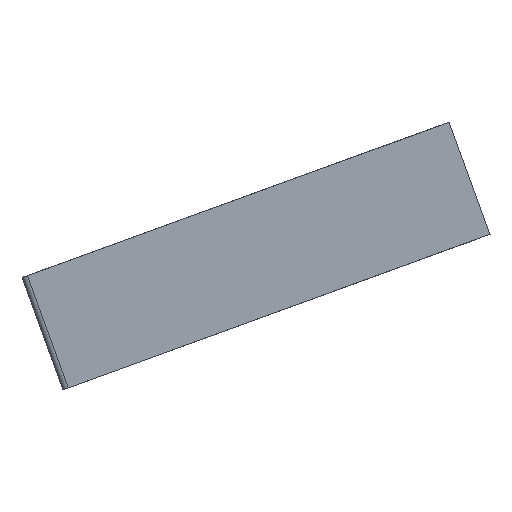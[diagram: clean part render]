
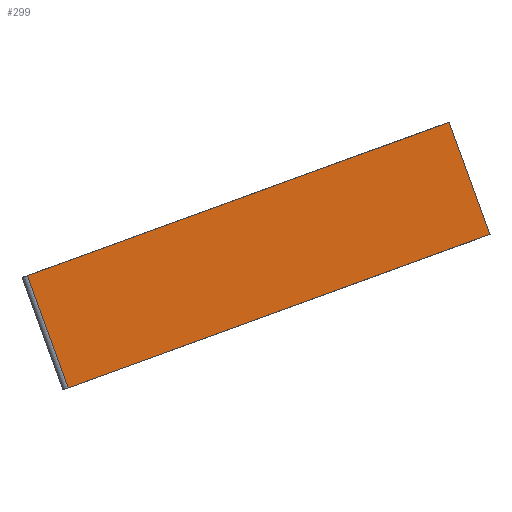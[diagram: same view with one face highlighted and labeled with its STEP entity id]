
A CAD part, left-side view. The second image highlights one B-rep face of the part: STEP entity #299.
In plain terms, the highlighted planar face has unit normal (-1, 0, 0).
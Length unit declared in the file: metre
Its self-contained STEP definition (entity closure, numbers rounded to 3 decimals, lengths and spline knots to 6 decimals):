
#50=ORIENTED_EDGE('',*,*,#123,.T.);
#51=ORIENTED_EDGE('',*,*,#124,.T.);
#52=ORIENTED_EDGE('',*,*,#125,.F.);
#53=ORIENTED_EDGE('',*,*,#122,.F.);
#122=EDGE_CURVE('',#157,#156,#188,.T.);
#123=EDGE_CURVE('',#157,#158,#189,.T.);
#124=EDGE_CURVE('',#158,#159,#190,.T.);
#125=EDGE_CURVE('',#156,#159,#191,.T.);
#156=VERTEX_POINT('',#468);
#157=VERTEX_POINT('',#470);
#158=VERTEX_POINT('',#474);
#159=VERTEX_POINT('',#476);
#188=LINE('',#471,#214);
#189=LINE('',#473,#215);
#190=LINE('',#475,#216);
#191=LINE('',#477,#217);
#214=VECTOR('',#379,1.);
#215=VECTOR('',#382,1.);
#216=VECTOR('',#383,1.);
#217=VECTOR('',#384,1.);
#229=EDGE_LOOP('',(#50,#51,#52,#53));
#259=FACE_BOUND('',#229,.T.);
#289=PLANE('',#328);
#299=ADVANCED_FACE('',(#259),#289,.T.);
#328=AXIS2_PLACEMENT_3D('',#472,#380,#381);
#379=DIRECTION('',(0.,-0.342,-0.94));
#380=DIRECTION('',(-1.,0.,0.));
#381=DIRECTION('',(0.,0.,1.));
#382=DIRECTION('',(0.,0.94,-0.342));
#383=DIRECTION('',(0.,-0.342,-0.94));
#384=DIRECTION('',(0.,0.94,-0.342));
#468=CARTESIAN_POINT('',(-0.1,0.109848,-0.016801));
#470=CARTESIAN_POINT('',(-0.1,0.117098,0.003121));
#471=CARTESIAN_POINT('',(-0.1,0.117098,0.003121));
#472=CARTESIAN_POINT('',(-0.1,0.155006,-0.010676));
#473=CARTESIAN_POINT('',(-0.1,0.155006,-0.010676));
#474=CARTESIAN_POINT('',(-0.1,0.191973,-0.024132));
#475=CARTESIAN_POINT('',(-0.1,0.191973,-0.024132));
#476=CARTESIAN_POINT('',(-0.1,0.184722,-0.044053));
#477=CARTESIAN_POINT('',(-0.1,0.147755,-0.030598));
